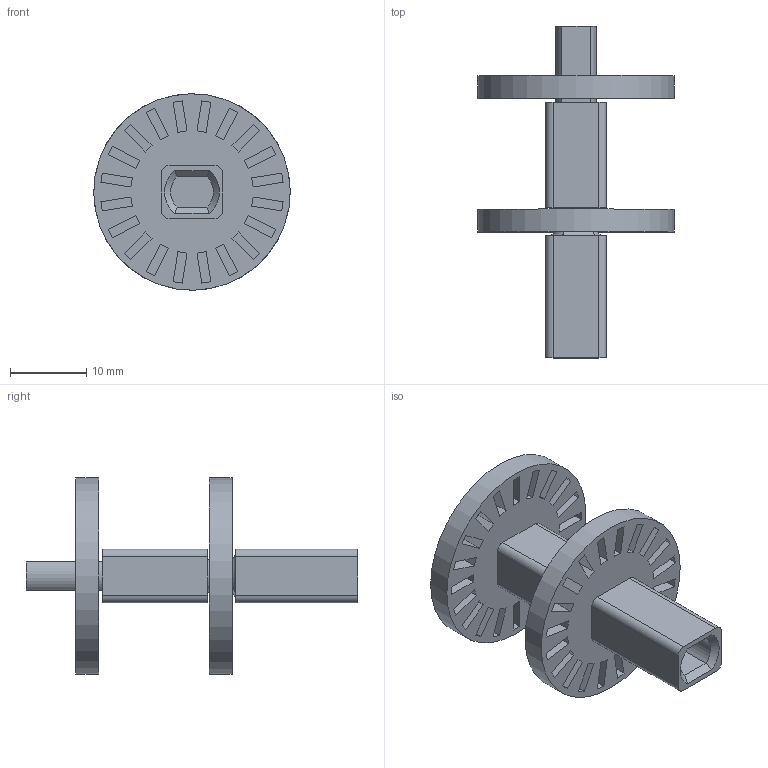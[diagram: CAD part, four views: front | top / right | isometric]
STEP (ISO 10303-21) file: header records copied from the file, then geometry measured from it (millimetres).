
FILE_DESCRIPTION(/* description */ (''),/* implementation_level */ '2;1');
FILE_NAME(/* name */ 'ce61455e-1fd9-40e3-a4f7-8a8b6a00a5f3.stp',/* time_stamp */ '2025-08-11T20:13:01Z',/* author */ (''),/* organization */ (''),/* preprocessor_version */ 'ST-DEVELOPER v20.1',/* originating_system */ 'Autodesk Translation Framework v14.10.0.0',/* authorisation */ '');
FILE_SCHEMA (('AUTOMOTIVE_DESIGN { 1 0 10303 214 3 1 1 }'));
Length unit declared in the file: millimetre
Products named in the file (4): final diff expander; base ; diff; encoder v8
Assembly tree (4 placements, depth 2):
  final diff expander
    base 
    encoder v8  x2
    diff
Bounding box: 25.75 x 43.5 x 25.75 mm (x, y, z)
Volume: 4160.3 mm3; surface area: 5021.1 mm2
Topology: 4 solids, 4 shells, 222 faces, 622 edges, 412 vertices
Faces by surface type: plane 194, cylinder 24, torus 2, cone 2
Full cylindrical faces by diameter (mm): 25.75 x2
Entity records: 4456 total; most frequent: CARTESIAN_POINT 816, ORIENTED_EDGE 734, DIRECTION 687, EDGE_CURVE 367, LINE 317, VECTOR 317, VERTEX_POINT 242, AXIS2_PLACEMENT_3D 185
